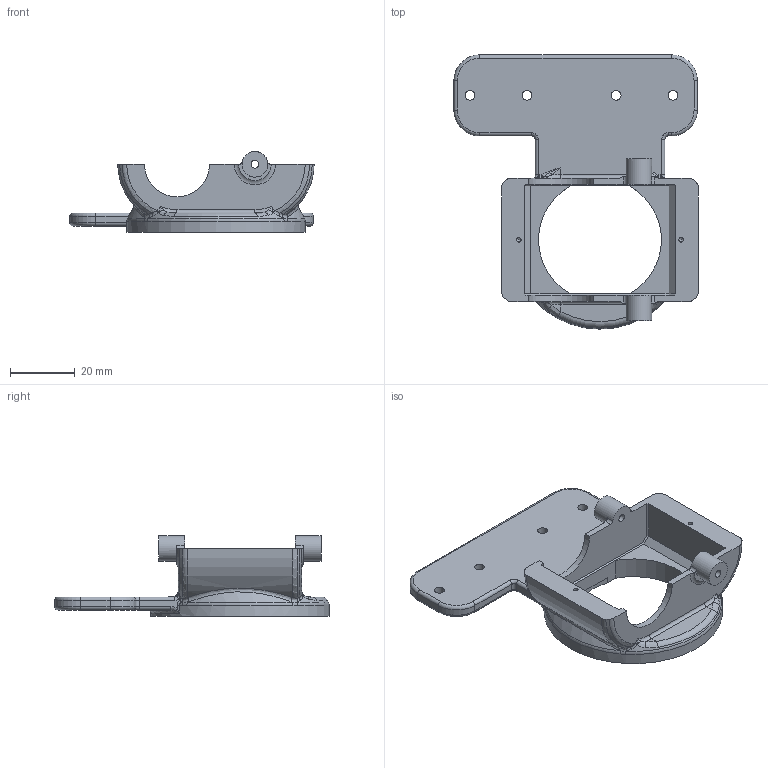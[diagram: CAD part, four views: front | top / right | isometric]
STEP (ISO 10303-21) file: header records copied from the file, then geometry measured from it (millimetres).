
FILE_DESCRIPTION(/* description */ ('','CAx-IF Rec.Pracs.---Representation and Presentation of Product Manufacturing Information (PMI)---3.8---2014-02-18'),/* implementation_level */ '2;1');
FILE_NAME(/* name */ 'CRANE-X7_HandA_RealSenseD435マウンタ 20190919.stp',/* time_stamp */ '2019-09-19T12:23:08+09:00',/* author */ ('nnaka'),/* organization */ (''),/* preprocessor_version */ 'ST-DEVELOPER v16.13',/* originating_system */ 'Autodesk Inventor 2018',/* authorisation */ '');
FILE_SCHEMA (('AP242_MANAGED_MODEL_BASED_3D_ENGINEERING_MIM_LF { 1 0 10303 442 1 1 4 }'));
Length unit declared in the file: millimetre
Products named in the file (1): CRANE-X7_HandA_RealSenseD435マウンタ 20
190919
Bounding box: 75.25 x 84.5 x 24.95 mm (x, y, z)
Volume: 24361.9 mm3; surface area: 14639 mm2
Topology: 1 solids, 1 shells, 222 faces, 541 edges, 318 vertices
Faces by surface type: cylinder 61, bspline 56, plane 55, torus 35, sphere 8, cone 7
Full cylindrical faces by diameter (mm): 1.4 x10, 2.4 x2, 3 x4, 7.9 x2, 55 x1
Entity records: 7470 total; most frequent: CARTESIAN_POINT 2472, DIRECTION 1046, ORIENTED_EDGE 994, EDGE_CURVE 497, AXIS2_PLACEMENT_3D 451, VERTEX_POINT 305, EDGE_LOOP 264, CIRCLE 251
